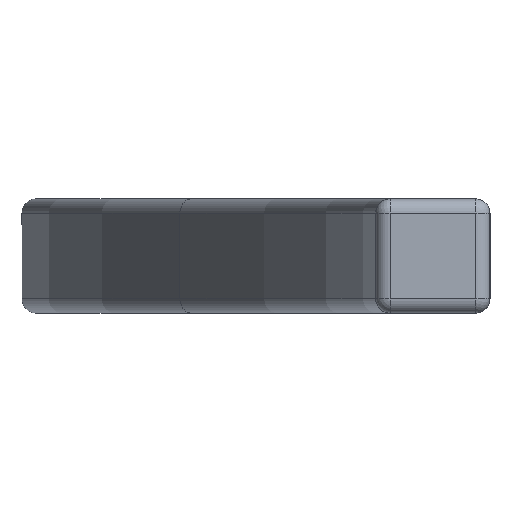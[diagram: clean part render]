
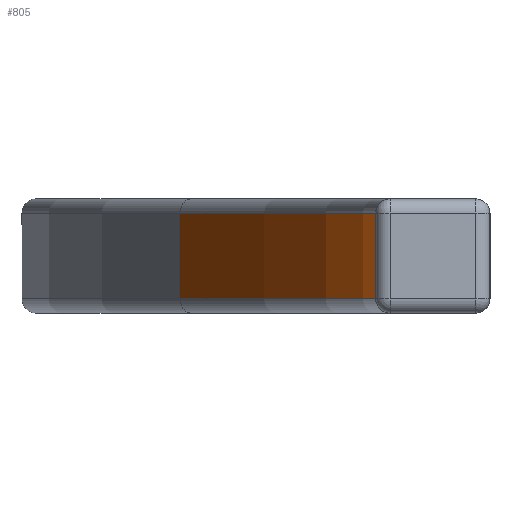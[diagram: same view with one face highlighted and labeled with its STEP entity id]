
A CAD part, left-side view. The second image highlights one B-rep face of the part: STEP entity #805.
In plain terms, the highlighted cylindrical face has radius 96 mm (diameter 192 mm), a partial arc.
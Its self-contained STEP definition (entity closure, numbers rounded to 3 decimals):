
#65=CYLINDRICAL_SURFACE('',#951,96.);
#113=FACE_OUTER_BOUND('',#169,.T.);
#169=EDGE_LOOP('',(#691,#692,#693,#694));
#223=LINE('',#1482,#269);
#224=LINE('',#1484,#270);
#269=VECTOR('',#1233,10.);
#270=VECTOR('',#1236,10.);
#307=CIRCLE('',#888,96.);
#318=CIRCLE('',#906,96.);
#378=VERTEX_POINT('',#1357);
#380=VERTEX_POINT('',#1363);
#385=VERTEX_POINT('',#1389);
#387=VERTEX_POINT('',#1395);
#455=EDGE_CURVE('',#380,#378,#307,.T.);
#474=EDGE_CURVE('',#385,#387,#318,.T.);
#519=EDGE_CURVE('',#387,#380,#223,.T.);
#520=EDGE_CURVE('',#385,#378,#224,.T.);
#691=ORIENTED_EDGE('',*,*,#474,.F.);
#692=ORIENTED_EDGE('',*,*,#520,.T.);
#693=ORIENTED_EDGE('',*,*,#455,.F.);
#694=ORIENTED_EDGE('',*,*,#519,.F.);
#805=ADVANCED_FACE('',(#113),#65,.F.);
#888=AXIS2_PLACEMENT_3D('',#1365,#1081,#1082);
#906=AXIS2_PLACEMENT_3D('',#1399,#1125,#1126);
#951=AXIS2_PLACEMENT_3D('',#1483,#1234,#1235);
#1081=DIRECTION('center_axis',(0.,0.,-1.));
#1082=DIRECTION('ref_axis',(0.267,-0.964,0.));
#1125=DIRECTION('center_axis',(0.,0.,1.));
#1126=DIRECTION('ref_axis',(0.267,-0.964,0.));
#1233=DIRECTION('',(0.,0.,1.));
#1234=DIRECTION('center_axis',(0.,0.,1.));
#1235=DIRECTION('ref_axis',(0.,-1.,0.));
#1236=DIRECTION('',(0.,0.,1.));
#1357=CARTESIAN_POINT('',(29.861,4.,3.));
#1363=CARTESIAN_POINT('',(79.309,17.714,3.));
#1365=CARTESIAN_POINT('Origin',(29.861,100.,3.));
#1389=CARTESIAN_POINT('',(29.861,4.,-3.));
#1395=CARTESIAN_POINT('',(79.309,17.714,-3.));
#1399=CARTESIAN_POINT('Origin',(29.861,100.,-3.));
#1482=CARTESIAN_POINT('',(79.309,17.714,-4.));
#1483=CARTESIAN_POINT('Origin',(29.861,100.,0.));
#1484=CARTESIAN_POINT('',(29.861,4.,-4.));
